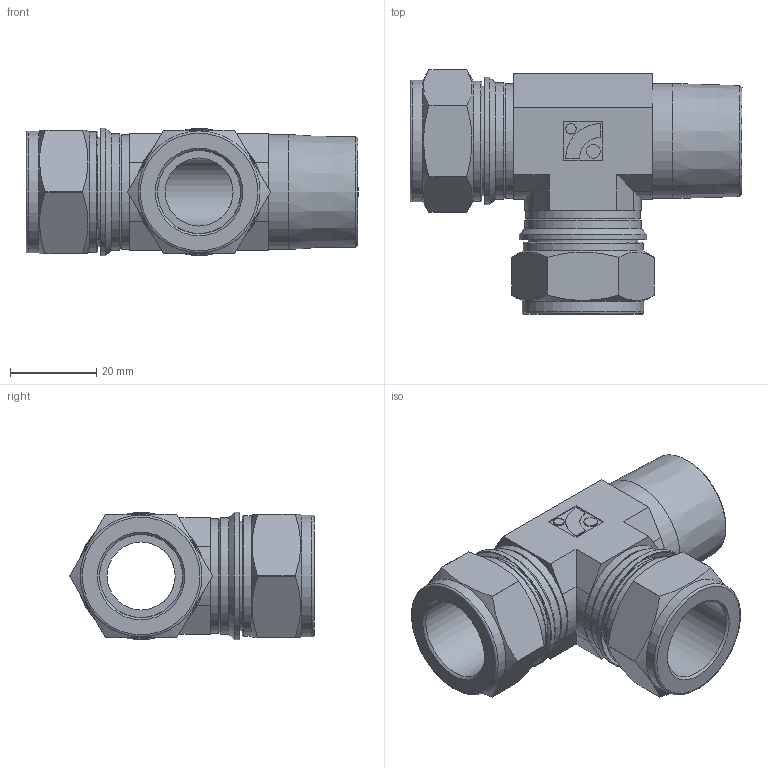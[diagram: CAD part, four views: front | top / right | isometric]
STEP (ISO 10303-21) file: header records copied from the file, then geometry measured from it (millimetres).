
FILE_DESCRIPTION(/* description */ (''),/* implementation_level */ '2;1');
FILE_NAME(/* name */ 'SMRTI-12-12N.stp',/* time_stamp */ '2022-05-24T08:19:30+09:00',/* author */ ('user'),/* organization */ (''),/* preprocessor_version */ 'ST-DEVELOPER v18.1',/* originating_system */ 'Autodesk Inventor 2022',/* authorisation */ '');
FILE_SCHEMA (('AUTOMOTIVE_DESIGN { 1 0 10303 214 3 1 1 }'));
Length unit declared in the file: millimetre
Products named in the file (1): SMRT-12-12N
Bounding box: 76.87 x 56.57 x 29.5 mm (x, y, z)
Volume: 38321.8 mm3; surface area: 18499.7 mm2
Topology: 1 solids, 1 shells, 118 faces, 268 edges, 170 vertices
Faces by surface type: plane 52, cylinder 43, cone 19, torus 4
Full cylindrical faces by diameter (mm): 2.407 x1, 3.21 x1, 15.75 x2, 19.2 x2, 19.25 x2, 23.8 x2, 24.2 x2, 25.4 x2, 26.5 x2, 26.624 x1, 26.9 x2, 27.8 x2, 28.2 x2, 29.5 x2
Entity records: 3343 total; most frequent: CARTESIAN_POINT 605, DIRECTION 596, ORIENTED_EDGE 536, EDGE_CURVE 268, AXIS2_PLACEMENT_3D 233, VERTEX_POINT 170, EDGE_LOOP 140, LINE 130
